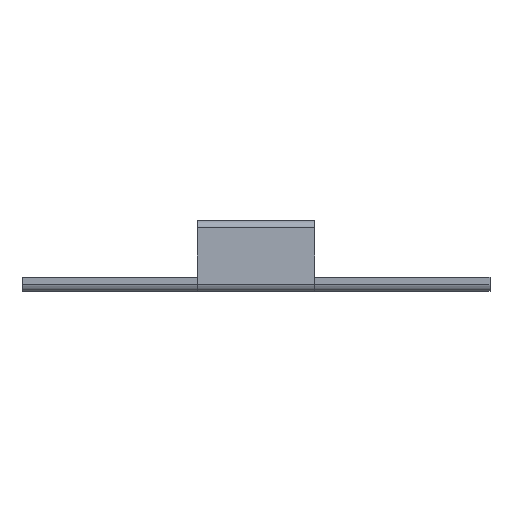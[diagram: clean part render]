
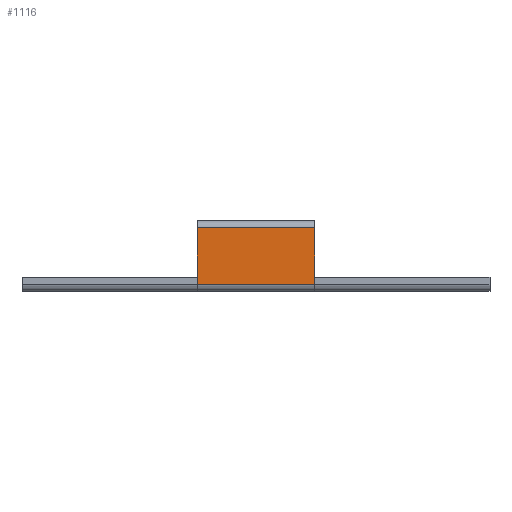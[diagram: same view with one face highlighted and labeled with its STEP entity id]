
A CAD part, front view. The second image highlights one B-rep face of the part: STEP entity #1116.
In plain terms, the highlighted planar face has unit normal (0, -1, 0).
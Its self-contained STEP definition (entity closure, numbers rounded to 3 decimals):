
#32 = PLANE('',#33);
#33 = AXIS2_PLACEMENT_3D('',#34,#35,#36);
#34 = CARTESIAN_POINT('',(-12.5,-78.5,0.));
#35 = DIRECTION('',(1.,0.,-0.));
#36 = DIRECTION('',(0.,-1.,0.));
#114 = VERTEX_POINT('',#115);
#115 = CARTESIAN_POINT('',(-12.5,-82.5,13.5));
#130 = CYLINDRICAL_SURFACE('',#131,1.5);
#131 = AXIS2_PLACEMENT_3D('',#132,#133,#134);
#132 = CARTESIAN_POINT('',(-12.5,-81.,13.5));
#133 = DIRECTION('',(1.,0.,0.));
#134 = DIRECTION('',(0.,0.,1.));
#142 = EDGE_CURVE('',#143,#114,#145,.T.);
#143 = VERTEX_POINT('',#144);
#144 = CARTESIAN_POINT('',(-12.5,-82.5,1.5));
#145 = SURFACE_CURVE('',#146,(#150,#157),.PCURVE_S1.);
#146 = LINE('',#147,#148);
#147 = CARTESIAN_POINT('',(-12.5,-82.5,0.));
#148 = VECTOR('',#149,1.);
#149 = DIRECTION('',(0.,0.,1.));
#150 = PCURVE('',#32,#151);
#151 = DEFINITIONAL_REPRESENTATION('',(#152),#156);
#152 = LINE('',#153,#154);
#153 = CARTESIAN_POINT('',(4.,0.));
#154 = VECTOR('',#155,1.);
#155 = DIRECTION('',(0.,-1.));
#156 = ( GEOMETRIC_REPRESENTATION_CONTEXT(2) 
PARAMETRIC_REPRESENTATION_CONTEXT() REPRESENTATION_CONTEXT('2D SPACE',''
  ) );
#157 = PCURVE('',#158,#163);
#158 = PLANE('',#159);
#159 = AXIS2_PLACEMENT_3D('',#160,#161,#162);
#160 = CARTESIAN_POINT('',(-12.5,-82.5,0.));
#161 = DIRECTION('',(0.,1.,0.));
#162 = DIRECTION('',(1.,0.,0.));
#163 = DEFINITIONAL_REPRESENTATION('',(#164),#168);
#164 = LINE('',#165,#166);
#165 = CARTESIAN_POINT('',(0.,0.));
#166 = VECTOR('',#167,1.);
#167 = DIRECTION('',(0.,-1.));
#168 = ( GEOMETRIC_REPRESENTATION_CONTEXT(2) 
PARAMETRIC_REPRESENTATION_CONTEXT() REPRESENTATION_CONTEXT('2D SPACE',''
  ) );
#191 = CYLINDRICAL_SURFACE('',#192,1.5);
#192 = AXIS2_PLACEMENT_3D('',#193,#194,#195);
#193 = CARTESIAN_POINT('',(-12.5,-81.,1.5));
#194 = DIRECTION('',(1.,0.,0.));
#195 = DIRECTION('',(0.,0.,-1.));
#351 = PLANE('',#352);
#352 = AXIS2_PLACEMENT_3D('',#353,#354,#355);
#353 = CARTESIAN_POINT('',(12.5,-82.5,0.));
#354 = DIRECTION('',(-1.,0.,0.));
#355 = DIRECTION('',(0.,1.,0.));
#1017 = EDGE_CURVE('',#114,#1018,#1020,.T.);
#1018 = VERTEX_POINT('',#1019);
#1019 = CARTESIAN_POINT('',(12.5,-82.5,13.5));
#1020 = SURFACE_CURVE('',#1021,(#1025,#1032),.PCURVE_S1.);
#1021 = LINE('',#1022,#1023);
#1022 = CARTESIAN_POINT('',(-12.5,-82.5,13.5));
#1023 = VECTOR('',#1024,1.);
#1024 = DIRECTION('',(1.,0.,0.));
#1025 = PCURVE('',#130,#1026);
#1026 = DEFINITIONAL_REPRESENTATION('',(#1027),#1031);
#1027 = LINE('',#1028,#1029);
#1028 = CARTESIAN_POINT('',(1.571,0.));
#1029 = VECTOR('',#1030,1.);
#1030 = DIRECTION('',(0.,1.));
#1031 = ( GEOMETRIC_REPRESENTATION_CONTEXT(2) 
PARAMETRIC_REPRESENTATION_CONTEXT() REPRESENTATION_CONTEXT('2D SPACE',''
  ) );
#1032 = PCURVE('',#158,#1033);
#1033 = DEFINITIONAL_REPRESENTATION('',(#1034),#1038);
#1034 = LINE('',#1035,#1036);
#1035 = CARTESIAN_POINT('',(0.,-13.5));
#1036 = VECTOR('',#1037,1.);
#1037 = DIRECTION('',(1.,0.));
#1038 = ( GEOMETRIC_REPRESENTATION_CONTEXT(2) 
PARAMETRIC_REPRESENTATION_CONTEXT() REPRESENTATION_CONTEXT('2D SPACE',''
  ) );
#1116 = ADVANCED_FACE('',(#1117),#158,.F.);
#1117 = FACE_BOUND('',#1118,.F.);
#1118 = EDGE_LOOP('',(#1119,#1120,#1121,#1144));
#1119 = ORIENTED_EDGE('',*,*,#142,.T.);
#1120 = ORIENTED_EDGE('',*,*,#1017,.T.);
#1121 = ORIENTED_EDGE('',*,*,#1122,.F.);
#1122 = EDGE_CURVE('',#1123,#1018,#1125,.T.);
#1123 = VERTEX_POINT('',#1124);
#1124 = CARTESIAN_POINT('',(12.5,-82.5,1.5));
#1125 = SURFACE_CURVE('',#1126,(#1130,#1137),.PCURVE_S1.);
#1126 = LINE('',#1127,#1128);
#1127 = CARTESIAN_POINT('',(12.5,-82.5,0.));
#1128 = VECTOR('',#1129,1.);
#1129 = DIRECTION('',(0.,0.,1.));
#1130 = PCURVE('',#158,#1131);
#1131 = DEFINITIONAL_REPRESENTATION('',(#1132),#1136);
#1132 = LINE('',#1133,#1134);
#1133 = CARTESIAN_POINT('',(25.,0.));
#1134 = VECTOR('',#1135,1.);
#1135 = DIRECTION('',(0.,-1.));
#1136 = ( GEOMETRIC_REPRESENTATION_CONTEXT(2) 
PARAMETRIC_REPRESENTATION_CONTEXT() REPRESENTATION_CONTEXT('2D SPACE',''
  ) );
#1137 = PCURVE('',#351,#1138);
#1138 = DEFINITIONAL_REPRESENTATION('',(#1139),#1143);
#1139 = LINE('',#1140,#1141);
#1140 = CARTESIAN_POINT('',(0.,0.));
#1141 = VECTOR('',#1142,1.);
#1142 = DIRECTION('',(0.,-1.));
#1143 = ( GEOMETRIC_REPRESENTATION_CONTEXT(2) 
PARAMETRIC_REPRESENTATION_CONTEXT() REPRESENTATION_CONTEXT('2D SPACE',''
  ) );
#1144 = ORIENTED_EDGE('',*,*,#1145,.F.);
#1145 = EDGE_CURVE('',#143,#1123,#1146,.T.);
#1146 = SURFACE_CURVE('',#1147,(#1151,#1158),.PCURVE_S1.);
#1147 = LINE('',#1148,#1149);
#1148 = CARTESIAN_POINT('',(-12.5,-82.5,1.5));
#1149 = VECTOR('',#1150,1.);
#1150 = DIRECTION('',(1.,0.,0.));
#1151 = PCURVE('',#158,#1152);
#1152 = DEFINITIONAL_REPRESENTATION('',(#1153),#1157);
#1153 = LINE('',#1154,#1155);
#1154 = CARTESIAN_POINT('',(0.,-1.5));
#1155 = VECTOR('',#1156,1.);
#1156 = DIRECTION('',(1.,0.));
#1157 = ( GEOMETRIC_REPRESENTATION_CONTEXT(2) 
PARAMETRIC_REPRESENTATION_CONTEXT() REPRESENTATION_CONTEXT('2D SPACE',''
  ) );
#1158 = PCURVE('',#191,#1159);
#1159 = DEFINITIONAL_REPRESENTATION('',(#1160),#1164);
#1160 = LINE('',#1161,#1162);
#1161 = CARTESIAN_POINT('',(-1.571,0.));
#1162 = VECTOR('',#1163,1.);
#1163 = DIRECTION('',(-0.,1.));
#1164 = ( GEOMETRIC_REPRESENTATION_CONTEXT(2) 
PARAMETRIC_REPRESENTATION_CONTEXT() REPRESENTATION_CONTEXT('2D SPACE',''
  ) );
